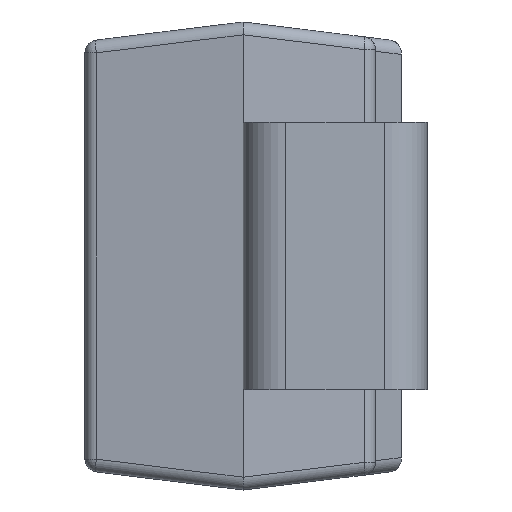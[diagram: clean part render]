
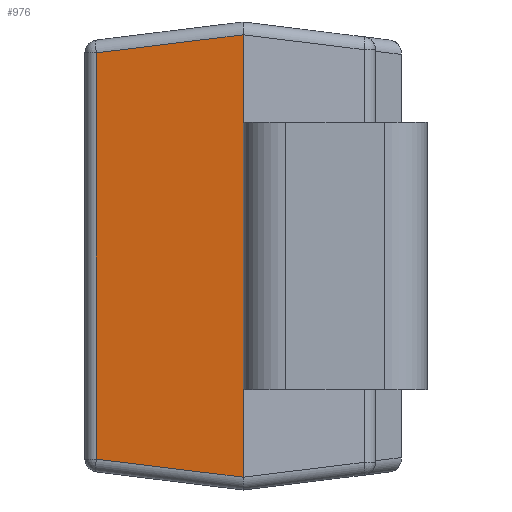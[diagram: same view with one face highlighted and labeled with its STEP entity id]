
A CAD part, left-side view. The second image highlights one B-rep face of the part: STEP entity #976.
In plain terms, the highlighted planar face has unit normal (-0.993, 0.122, 0).
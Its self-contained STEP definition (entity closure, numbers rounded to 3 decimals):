
#26 = EDGE_CURVE ( 'NONE', #221, #797, #1231, .T. ) ;
#59 = DIRECTION ( 'NONE',  ( 0.121, 0.985, -0.121 ) ) ;
#221 = VERTEX_POINT ( 'NONE', #2424 ) ;
#280 = VECTOR ( 'NONE', #498, 1000. ) ;
#314 = VERTEX_POINT ( 'NONE', #563 ) ;
#343 = AXIS2_PLACEMENT_3D ( 'NONE', #2358, #653, #1415 ) ;
#474 = CARTESIAN_POINT ( 'NONE',  ( -2.111, 1.845, -1.662 ) ) ;
#498 = DIRECTION ( 'NONE',  ( 0., 0., -1. ) ) ;
#563 = CARTESIAN_POINT ( 'NONE',  ( -2.163, 1.425, 1.713 ) ) ;
#653 = DIRECTION ( 'NONE',  ( -0.993, 0.122, 0. ) ) ;
#688 = LINE ( 'NONE', #1053, #1305 ) ;
#695 = DIRECTION ( 'NONE',  ( -0.121, -0.985, -0.121 ) ) ;
#765 = VECTOR ( 'NONE', #1421, 1000. ) ;
#797 = VERTEX_POINT ( 'NONE', #1357 ) ;
#831 = ORIENTED_EDGE ( 'NONE', *, *, #1184, .T. ) ;
#839 = FACE_OUTER_BOUND ( 'NONE', #1813, .T. ) ;
#976 = ADVANCED_FACE ( 'NONE', ( #839 ), #1757, .T. ) ;
#987 = VERTEX_POINT ( 'NONE', #1573 ) ;
#1053 = CARTESIAN_POINT ( 'NONE',  ( -2.164, 1.413, 1.715 ) ) ;
#1086 = LINE ( 'NONE', #1651, #765 ) ;
#1184 = EDGE_CURVE ( 'NONE', #797, #314, #1086, .T. ) ;
#1199 = ORIENTED_EDGE ( 'NONE', *, *, #1659, .T. ) ;
#1231 = LINE ( 'NONE', #474, #2286 ) ;
#1305 = VECTOR ( 'NONE', #59, 1000. ) ;
#1357 = CARTESIAN_POINT ( 'NONE',  ( -2.163, 1.425, -1.713 ) ) ;
#1415 = DIRECTION ( 'NONE',  ( -0.122, -0.993, 0. ) ) ;
#1421 = DIRECTION ( 'NONE',  ( 0., 0., 1. ) ) ;
#1518 = ORIENTED_EDGE ( 'NONE', *, *, #2166, .T. ) ;
#1573 = CARTESIAN_POINT ( 'NONE',  ( -2.023, 2.562, 1.574 ) ) ;
#1651 = CARTESIAN_POINT ( 'NONE',  ( -2.163, 1.425, 1.812 ) ) ;
#1659 = EDGE_CURVE ( 'NONE', #314, #987, #688, .T. ) ;
#1757 = PLANE ( 'NONE',  #343 ) ;
#1813 = EDGE_LOOP ( 'NONE', ( #831, #1199, #1518, #2059 ) ) ;
#2059 = ORIENTED_EDGE ( 'NONE', *, *, #26, .T. ) ;
#2166 = EDGE_CURVE ( 'NONE', #987, #221, #2205, .T. ) ;
#2205 = LINE ( 'NONE', #2388, #280 ) ;
#2286 = VECTOR ( 'NONE', #695, 1000. ) ;
#2358 = CARTESIAN_POINT ( 'NONE',  ( -2.163, 1.425, 1.812 ) ) ;
#2388 = CARTESIAN_POINT ( 'NONE',  ( -2.023, 2.562, -1.662 ) ) ;
#2424 = CARTESIAN_POINT ( 'NONE',  ( -2.023, 2.562, -1.574 ) ) ;
